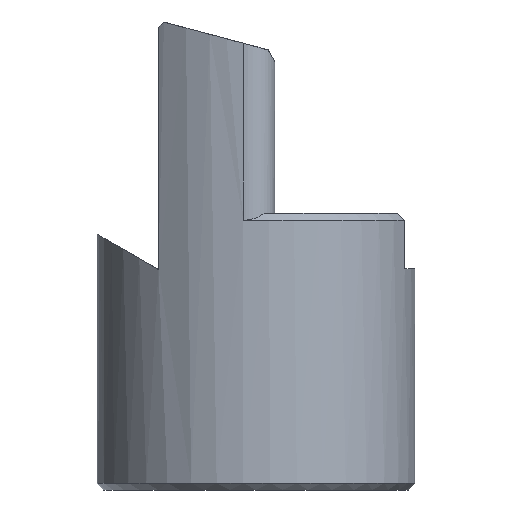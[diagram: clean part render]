
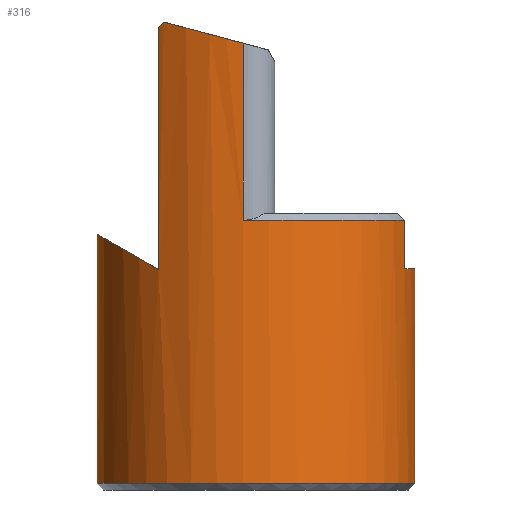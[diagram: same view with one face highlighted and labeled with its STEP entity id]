
A CAD part, left-side view. The second image highlights one B-rep face of the part: STEP entity #316.
In plain terms, the highlighted cylindrical face has radius 11.5 mm (diameter 23 mm), a full revolution.
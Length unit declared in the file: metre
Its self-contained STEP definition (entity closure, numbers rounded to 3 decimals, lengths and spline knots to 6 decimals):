
#30=ELLIPSE('',#353,0.011906,0.0115);
#31=ELLIPSE('',#354,0.016263,0.0115);
#32=ELLIPSE('',#355,0.013279,0.0115);
#33=ELLIPSE('',#356,0.016263,0.0115);
#34=ELLIPSE('',#357,0.011906,0.0115);
#39=LINE('',#504,#59);
#40=LINE('',#510,#60);
#41=LINE('',#514,#61);
#42=LINE('',#520,#62);
#43=LINE('',#524,#63);
#44=LINE('',#528,#64);
#59=VECTOR('',#402,1.);
#60=VECTOR('',#407,1.);
#61=VECTOR('',#410,1.);
#62=VECTOR('',#415,1.);
#63=VECTOR('',#418,1.);
#64=VECTOR('',#421,1.);
#81=ORIENTED_EDGE('',*,*,#173,.T.);
#82=ORIENTED_EDGE('',*,*,#174,.T.);
#83=ORIENTED_EDGE('',*,*,#175,.T.);
#84=ORIENTED_EDGE('',*,*,#176,.F.);
#85=ORIENTED_EDGE('',*,*,#177,.T.);
#86=ORIENTED_EDGE('',*,*,#178,.T.);
#87=ORIENTED_EDGE('',*,*,#179,.T.);
#88=ORIENTED_EDGE('',*,*,#180,.T.);
#89=ORIENTED_EDGE('',*,*,#181,.T.);
#90=ORIENTED_EDGE('',*,*,#182,.F.);
#91=ORIENTED_EDGE('',*,*,#183,.T.);
#92=ORIENTED_EDGE('',*,*,#184,.T.);
#93=ORIENTED_EDGE('',*,*,#185,.T.);
#94=ORIENTED_EDGE('',*,*,#186,.F.);
#95=ORIENTED_EDGE('',*,*,#187,.T.);
#173=EDGE_CURVE('',#219,#219,#251,.T.);
#174=EDGE_CURVE('',#220,#221,#252,.F.);
#175=EDGE_CURVE('',#221,#222,#39,.F.);
#176=EDGE_CURVE('',#223,#222,#30,.T.);
#177=EDGE_CURVE('',#223,#224,#31,.F.);
#178=EDGE_CURVE('',#224,#225,#40,.T.);
#179=EDGE_CURVE('',#225,#226,#32,.T.);
#180=EDGE_CURVE('',#226,#227,#41,.F.);
#181=EDGE_CURVE('',#227,#228,#33,.F.);
#182=EDGE_CURVE('',#229,#228,#34,.T.);
#183=EDGE_CURVE('',#229,#230,#42,.T.);
#184=EDGE_CURVE('',#230,#231,#253,.F.);
#185=EDGE_CURVE('',#231,#232,#43,.T.);
#186=EDGE_CURVE('',#233,#232,#254,.T.);
#187=EDGE_CURVE('',#233,#220,#44,.F.);
#219=VERTEX_POINT('',#500);
#220=VERTEX_POINT('',#502);
#221=VERTEX_POINT('',#503);
#222=VERTEX_POINT('',#505);
#223=VERTEX_POINT('',#507);
#224=VERTEX_POINT('',#509);
#225=VERTEX_POINT('',#511);
#226=VERTEX_POINT('',#513);
#227=VERTEX_POINT('',#515);
#228=VERTEX_POINT('',#517);
#229=VERTEX_POINT('',#519);
#230=VERTEX_POINT('',#521);
#231=VERTEX_POINT('',#523);
#232=VERTEX_POINT('',#525);
#233=VERTEX_POINT('',#527);
#251=CIRCLE('',#351,0.0115);
#252=CIRCLE('',#352,0.0115);
#253=CIRCLE('',#358,0.0115);
#254=CIRCLE('',#359,0.0115);
#264=EDGE_LOOP('',(#81));
#265=EDGE_LOOP('',(#82,#83,#84,#85,#86,#87,#88,#89,#90,#91,#92,#93,#94,
#95));
#288=FACE_BOUND('',#264,.T.);
#289=FACE_BOUND('',#265,.T.);
#311=CYLINDRICAL_SURFACE('',#350,0.0115);
#316=ADVANCED_FACE('',(#288,#289),#311,.T.);
#350=AXIS2_PLACEMENT_3D('',#498,#396,#397);
#351=AXIS2_PLACEMENT_3D('',#499,#398,#399);
#352=AXIS2_PLACEMENT_3D('',#501,#400,#401);
#353=AXIS2_PLACEMENT_3D('',#506,#403,#404);
#354=AXIS2_PLACEMENT_3D('',#508,#405,#406);
#355=AXIS2_PLACEMENT_3D('',#512,#408,#409);
#356=AXIS2_PLACEMENT_3D('',#516,#411,#412);
#357=AXIS2_PLACEMENT_3D('',#518,#413,#414);
#358=AXIS2_PLACEMENT_3D('',#522,#416,#417);
#359=AXIS2_PLACEMENT_3D('',#526,#419,#420);
#396=DIRECTION('',(0.,0.,-1.));
#397=DIRECTION('',(-1.,0.,0.));
#398=DIRECTION('',(0.,0.,1.));
#399=DIRECTION('',(1.,0.,0.));
#400=DIRECTION('',(0.,0.,1.));
#401=DIRECTION('',(1.,0.,0.));
#402=DIRECTION('',(0.,0.,-1.));
#403=DIRECTION('',(0.,-0.259,0.966));
#404=DIRECTION('',(0.,-0.966,-0.259));
#405=DIRECTION('',(0.,0.707,0.707));
#406=DIRECTION('',(0.,0.707,-0.707));
#407=DIRECTION('',(0.,0.,-1.));
#408=DIRECTION('',(0.,0.5,-0.866));
#409=DIRECTION('',(0.,-0.866,-0.5));
#410=DIRECTION('',(0.,0.,-1.));
#411=DIRECTION('',(0.,0.707,0.707));
#412=DIRECTION('',(0.,0.707,-0.707));
#413=DIRECTION('',(0.,-0.259,0.966));
#414=DIRECTION('',(0.,-0.966,-0.259));
#415=DIRECTION('',(0.,0.,-1.));
#416=DIRECTION('',(0.,0.,1.));
#417=DIRECTION('',(1.,0.,0.));
#418=DIRECTION('',(0.,0.,-1.));
#419=DIRECTION('',(0.,0.,1.));
#420=DIRECTION('',(1.,0.,0.));
#421=DIRECTION('',(0.,0.,-1.));
#498=CARTESIAN_POINT('',(0.,0.,0.037));
#499=CARTESIAN_POINT('',(0.,0.,0.0025));
#500=CARTESIAN_POINT('',(0.0115,0.,0.0025));
#501=CARTESIAN_POINT('',(0.,0.,0.0215));
#502=CARTESIAN_POINT('',(-0.0041,-0.010744,0.0215));
#503=CARTESIAN_POINT('',(-0.011463,0.000918,0.0215));
#504=CARTESIAN_POINT('',(-0.011463,0.000918,0.037));
#505=CARTESIAN_POINT('',(-0.011463,0.000918,0.034288));
#506=CARTESIAN_POINT('',(0.,0.,0.034042));
#507=CARTESIAN_POINT('',(-0.009378,0.006656,0.035825));
#508=CARTESIAN_POINT('',(0.,0.,0.042481));
#509=CARTESIAN_POINT('',(-0.009086,0.00705,0.035431));
#510=CARTESIAN_POINT('',(-0.009086,0.00705,0.037));
#511=CARTESIAN_POINT('',(-0.009086,0.00705,0.017931));
#512=CARTESIAN_POINT('',(0.,0.,0.01386));
#513=CARTESIAN_POINT('',(0.009086,0.00705,0.017931));
#514=CARTESIAN_POINT('',(0.009086,0.00705,0.037));
#515=CARTESIAN_POINT('',(0.009086,0.00705,0.035431));
#516=CARTESIAN_POINT('',(0.,0.,0.042481));
#517=CARTESIAN_POINT('',(0.009378,0.006656,0.035825));
#518=CARTESIAN_POINT('',(0.,0.,0.034042));
#519=CARTESIAN_POINT('',(0.011463,0.000918,0.034288));
#520=CARTESIAN_POINT('',(0.011463,0.000918,0.037));
#521=CARTESIAN_POINT('',(0.011463,0.000918,0.0215));
#522=CARTESIAN_POINT('',(0.,0.,0.0215));
#523=CARTESIAN_POINT('',(0.0041,-0.010744,0.0215));
#524=CARTESIAN_POINT('',(0.0041,-0.010744,0.037));
#525=CARTESIAN_POINT('',(0.0041,-0.010744,0.018));
#526=CARTESIAN_POINT('',(0.,0.,0.018));
#527=CARTESIAN_POINT('',(-0.0041,-0.010744,0.018));
#528=CARTESIAN_POINT('',(-0.0041,-0.010744,0.037));
